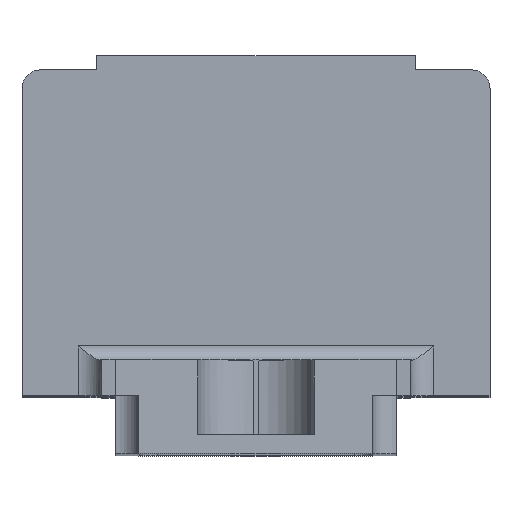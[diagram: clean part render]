
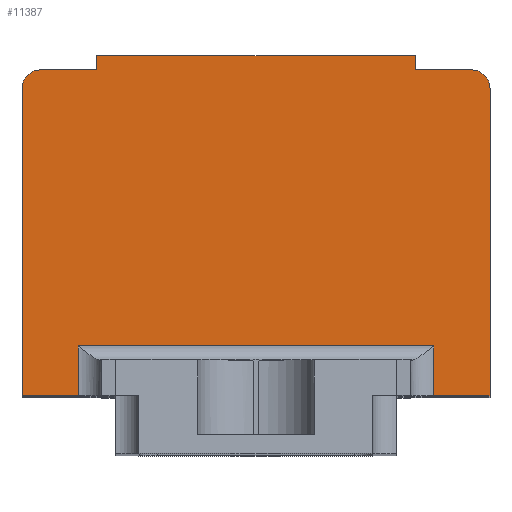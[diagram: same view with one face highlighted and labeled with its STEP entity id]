
A CAD part, top view. The second image highlights one B-rep face of the part: STEP entity #11387.
In plain terms, the highlighted planar face has unit normal (0, 0, 1).
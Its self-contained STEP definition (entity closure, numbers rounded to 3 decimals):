
#2222=CARTESIAN_POINT('',(23.,39.,156.1));
#2223=DIRECTION('',(0.,0.,1.));
#2224=DIRECTION('',(1.,0.,0.));
#2225=AXIS2_PLACEMENT_3D('',#2222,#2223,#2224);
#2236=DIRECTION('',(0.,-1.,0.));
#2237=VECTOR('',#2236,32.8);
#2238=CARTESIAN_POINT('',(25.,39.,156.1));
#2239=LINE('',#2238,#2237);
#2240=DIRECTION('',(-1.,0.,0.));
#2241=VECTOR('',#2240,6.);
#2242=CARTESIAN_POINT('',(25.,6.2,156.1));
#2243=LINE('',#2242,#2241);
#2244=DIRECTION('',(-1.,0.,0.));
#2245=VECTOR('',#2244,6.);
#2246=CARTESIAN_POINT('',(-19.,6.2,156.1));
#2247=LINE('',#2246,#2245);
#2248=DIRECTION('',(0.,1.,0.));
#2249=VECTOR('',#2248,32.8);
#2250=CARTESIAN_POINT('',(-25.,6.2,156.1));
#2251=LINE('',#2250,#2249);
#2252=DIRECTION('',(1.,0.,0.));
#2253=VECTOR('',#2252,6.);
#2254=CARTESIAN_POINT('',(-23.,41.,156.1));
#2255=LINE('',#2254,#2253);
#2256=DIRECTION('',(0.,1.,0.));
#2257=VECTOR('',#2256,1.5);
#2258=CARTESIAN_POINT('',(-17.,41.,156.1));
#2259=LINE('',#2258,#2257);
#2260=DIRECTION('',(1.,0.,0.));
#2261=VECTOR('',#2260,34.);
#2262=CARTESIAN_POINT('',(-17.,42.5,156.1));
#2263=LINE('',#2262,#2261);
#2264=DIRECTION('',(0.,-1.,0.));
#2265=VECTOR('',#2264,1.5);
#2266=CARTESIAN_POINT('',(17.,42.5,156.1));
#2267=LINE('',#2266,#2265);
#2268=DIRECTION('',(1.,0.,0.));
#2269=VECTOR('',#2268,6.);
#2270=CARTESIAN_POINT('',(17.,41.,156.1));
#2271=LINE('',#2270,#2269);
#2272=DIRECTION('',(0.,1.,0.));
#2273=VECTOR('',#2272,5.3);
#2274=CARTESIAN_POINT('',(19.,6.2,156.1));
#2275=LINE('',#2274,#2273);
#2416=DIRECTION('',(1.,0.,0.));
#2417=VECTOR('',#2416,38.);
#2418=CARTESIAN_POINT('',(-19.,11.5,156.1));
#2419=LINE('',#2418,#2417);
#2439=DIRECTION('',(0.,1.,0.));
#2440=VECTOR('',#2439,5.3);
#2441=CARTESIAN_POINT('',(-19.,6.2,156.1));
#2442=LINE('',#2441,#2440);
#2669=CARTESIAN_POINT('',(-23.,39.,156.1));
#2670=DIRECTION('',(0.,0.,1.));
#2671=DIRECTION('',(0.,1.,0.));
#2672=AXIS2_PLACEMENT_3D('',#2669,#2670,#2671);
#7045=CARTESIAN_POINT('',(-17.,41.,156.1));
#7046=CARTESIAN_POINT('',(-17.,42.5,156.1));
#7047=VERTEX_POINT('',#7045);
#7048=VERTEX_POINT('',#7046);
#7049=CARTESIAN_POINT('',(17.,42.5,156.1));
#7050=VERTEX_POINT('',#7049);
#7051=CARTESIAN_POINT('',(17.,41.,156.1));
#7052=VERTEX_POINT('',#7051);
#7061=CARTESIAN_POINT('',(25.,6.2,156.1));
#7063=VERTEX_POINT('',#7061);
#7065=CARTESIAN_POINT('',(-25.,6.2,156.1));
#7067=VERTEX_POINT('',#7065);
#7233=CARTESIAN_POINT('',(-19.,6.2,156.1));
#7234=VERTEX_POINT('',#7233);
#7239=CARTESIAN_POINT('',(19.,6.2,156.1));
#7240=VERTEX_POINT('',#7239);
#7253=CARTESIAN_POINT('',(-19.,11.5,156.1));
#7254=CARTESIAN_POINT('',(19.,11.5,156.1));
#7255=VERTEX_POINT('',#7253);
#7256=VERTEX_POINT('',#7254);
#7338=CARTESIAN_POINT('',(25.,39.,156.1));
#7340=VERTEX_POINT('',#7338);
#7341=CARTESIAN_POINT('',(23.,41.,156.1));
#7342=VERTEX_POINT('',#7341);
#7346=CARTESIAN_POINT('',(-23.,41.,156.1));
#7348=VERTEX_POINT('',#7346);
#7349=CARTESIAN_POINT('',(-25.,39.,156.1));
#7350=VERTEX_POINT('',#7349);
#11356=CARTESIAN_POINT('',(0.,0.,156.1));
#11357=DIRECTION('',(0.,0.,-1.));
#11358=DIRECTION('',(-1.,0.,0.));
#11359=AXIS2_PLACEMENT_3D('',#11356,#11357,#11358);
#11360=PLANE('',#11359);
#11361=ORIENTED_EDGE('',*,*,#11348,.F.);
#11362=ORIENTED_EDGE('',*,*,#11337,.T.);
#11363=ORIENTED_EDGE('',*,*,#11290,.T.);
#11365=ORIENTED_EDGE('',*,*,#11364,.T.);
#11367=ORIENTED_EDGE('',*,*,#11366,.F.);
#11369=ORIENTED_EDGE('',*,*,#11368,.F.);
#11370=ORIENTED_EDGE('',*,*,#11037,.T.);
#11372=ORIENTED_EDGE('',*,*,#11371,.T.);
#11374=ORIENTED_EDGE('',*,*,#11373,.F.);
#11376=ORIENTED_EDGE('',*,*,#11375,.T.);
#11378=ORIENTED_EDGE('',*,*,#11377,.T.);
#11380=ORIENTED_EDGE('',*,*,#11379,.T.);
#11382=ORIENTED_EDGE('',*,*,#11381,.T.);
#11384=ORIENTED_EDGE('',*,*,#11383,.T.);
#11385=EDGE_LOOP('',(#11361,#11362,#11363,#11365,#11367,#11369,#11370,#11372,
#11374,#11376,#11378,#11380,#11382,#11384));
#11386=FACE_OUTER_BOUND('',#11385,.F.);
#11387=ADVANCED_FACE('',(#11386),#11360,.F.);
#2226=CIRCLE('',#2225,2.);
#2673=CIRCLE('',#2672,2.);
#11037=EDGE_CURVE('',#7234,#7067,#2247,.T.);
#11290=EDGE_CURVE('',#7063,#7240,#2243,.T.);
#11337=EDGE_CURVE('',#7340,#7063,#2239,.T.);
#11348=EDGE_CURVE('',#7340,#7342,#2226,.T.);
#11364=EDGE_CURVE('',#7240,#7256,#2275,.T.);
#11366=EDGE_CURVE('',#7255,#7256,#2419,.T.);
#11368=EDGE_CURVE('',#7234,#7255,#2442,.T.);
#11371=EDGE_CURVE('',#7067,#7350,#2251,.T.);
#11373=EDGE_CURVE('',#7348,#7350,#2673,.T.);
#11375=EDGE_CURVE('',#7348,#7047,#2255,.T.);
#11377=EDGE_CURVE('',#7047,#7048,#2259,.T.);
#11379=EDGE_CURVE('',#7048,#7050,#2263,.T.);
#11381=EDGE_CURVE('',#7050,#7052,#2267,.T.);
#11383=EDGE_CURVE('',#7052,#7342,#2271,.T.);
